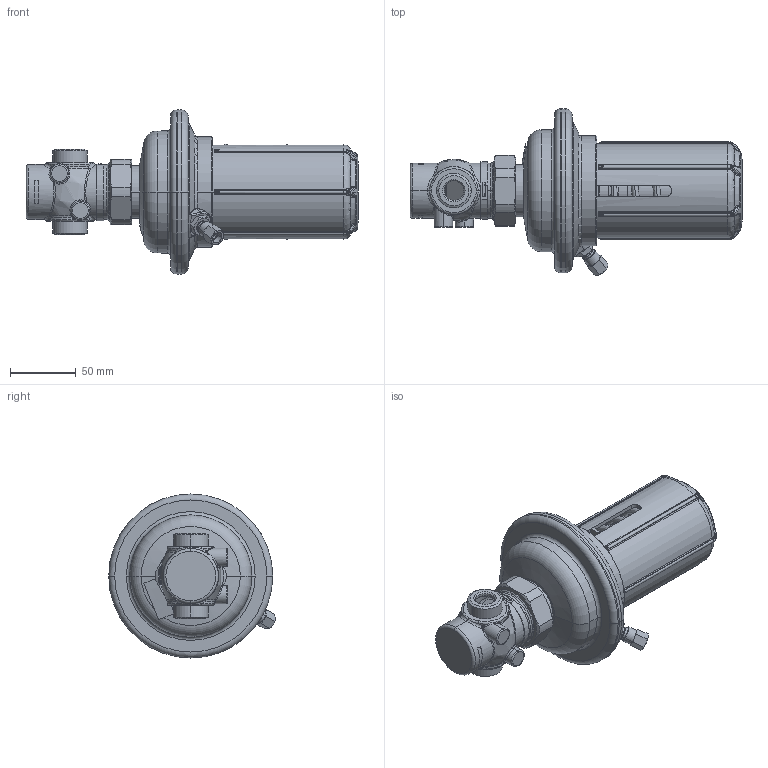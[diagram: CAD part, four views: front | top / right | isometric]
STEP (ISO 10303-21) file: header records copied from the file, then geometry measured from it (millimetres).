
FILE_DESCRIPTION((''),'2;1');
FILE_NAME('003H6285','2015-02-23T',('u317927'),('Danfoss'),'PRO/ENGINEER BY PARAMETRIC TECHNOLOGY CORPORATION, 2014000','PRO/ENGINEER BY PARAMETRIC TECHNOLOGY CORPORATION, 2014000','');
FILE_SCHEMA(('CONFIG_CONTROL_DESIGN'));
Products named in the file (1): 003H6285
Bounding box: 253.38 x 127.07 x 125.18 mm (x, y, z)
Volume: 434382.4 mm3; surface area: 221623.9 mm2
Topology: 2 solids, 2 shells, 1696 faces, 4137 edges, 2526 vertices
Faces by surface type: plane 676, cylinder 326, bspline 276, cone 209, torus 188, sphere 21
Entity records: 70545 total; most frequent: CARTESIAN_POINT 33407, ORIENTED_EDGE 8262, DIRECTION 7105, EDGE_CURVE 4131, AXIS2_PLACEMENT_3D 2910, VERTEX_POINT 2526, EDGE_LOOP 1811, FACE_OUTER_BOUND 1696
